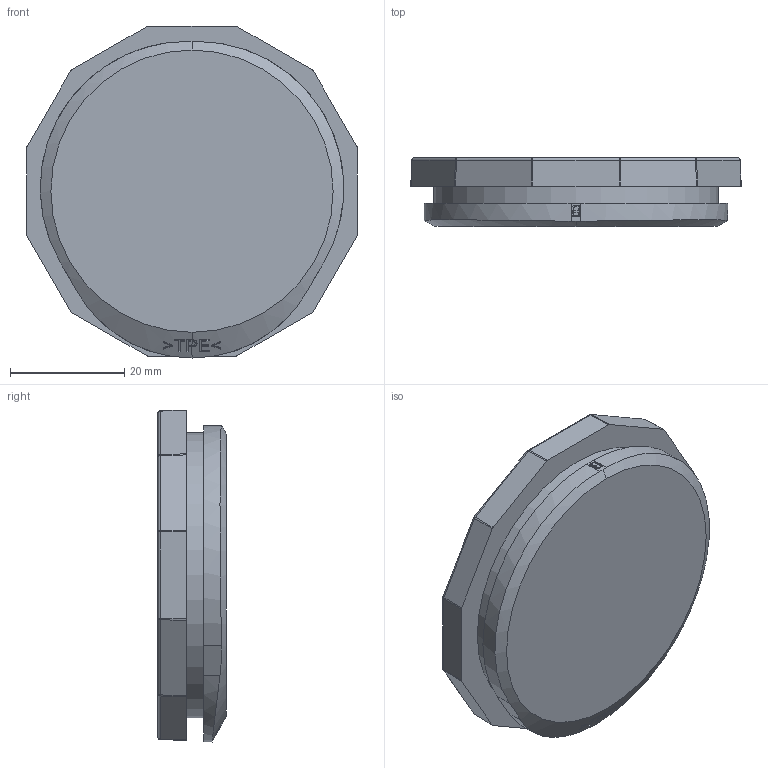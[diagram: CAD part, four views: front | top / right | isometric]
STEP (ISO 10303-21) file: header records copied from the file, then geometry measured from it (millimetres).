
FILE_DESCRIPTION(/* description */ (''),/* implementation_level */ '2;1');
FILE_NAME(/* name */ '28862_6_KES-E-R50_16-B.stp',/* time_stamp */ '2020-04-09T12:31:15+02:00',/* author */ (''),/* organization */ (''),/* preprocessor_version */ 'ST-DEVELOPER v16.7',/* originating_system */ 'SIEMENS PLM Software NX 12.0',/* authorisation */ '');
FILE_SCHEMA (('AUTOMOTIVE_DESIGN { 1 0 10303 214 3 1 1 1 }'));
Length unit declared in the file: millimetre
Products named in the file (1): 28862_6_KES-E-R50_16-B
Bounding box: 57.93 x 12.04 x 58.21 mm (x, y, z)
Volume: 28039.8 mm3; surface area: 7994.9 mm2
Topology: 1 solids, 1 shells, 714 faces, 1896 edges, 1152 vertices
Faces by surface type: plane 374, bspline 122, sphere 88, torus 48, revolution 32, cylinder 28, extrusion 12, cone 10
Full cylindrical faces by diameter (mm): 50 x1
Entity records: 32240 total; most frequent: CARTESIAN_POINT 15827, ORIENTED_EDGE 3614, DIRECTION 3021, EDGE_CURVE 1807, VERTEX_POINT 1152, VECTOR 999, AXIS2_PLACEMENT_3D 995, LINE 987
